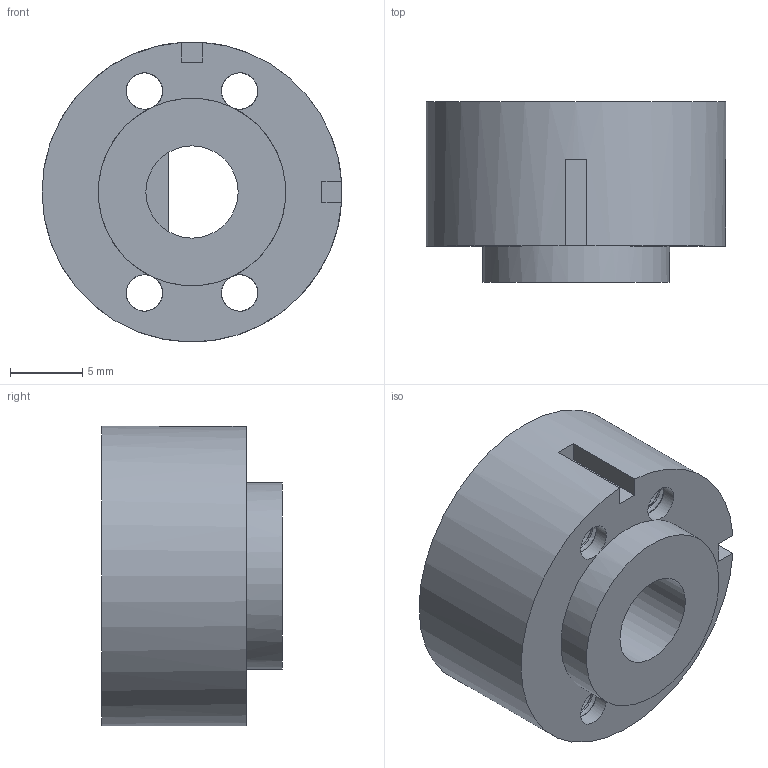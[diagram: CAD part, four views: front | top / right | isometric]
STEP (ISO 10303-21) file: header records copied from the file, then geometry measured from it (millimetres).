
FILE_DESCRIPTION(/* description */ ('','CAx-IF Rec.Pracs.---Representation and Presentation of Product Manufacturing Information (PMI)---4.0---2014-10-13'),/* implementation_level */ '2;1');
FILE_NAME(/* name */ 'Omnifit_3bar_valve_control_knob_holder.step',/* time_stamp */ '2025-03-26T00:06:15+01:00',/* author */ (''),/* organization */ (''),/* preprocessor_version */ 'ST-DEVELOPER v20',/* originating_system */ 'Autodesk Translation Framework v13.20.0.188',/* authorisation */ '');
FILE_SCHEMA (('AP242_MANAGED_MODEL_BASED_3D_ENGINEERING_MIM_LF { 1 0 10303 442 1 1 4 }'));
Length unit declared in the file: millimetre
Products named in the file (3): Omnifit_3bar_servo_V2.0_copy_pictures; Valve_holder_base; Knob_holder
Assembly tree (2 placements, depth 2):
  Omnifit_3bar_servo_V2.0_copy_pictures
    Valve_holder_base
    Knob_holder
Bounding box: 20.8 x 12.5 x 20.8 mm (x, y, z)
Volume: 3059.8 mm3; surface area: 2181.2 mm2
Topology: 1 solids, 1 shells, 186 faces, 550 edges, 364 vertices
Faces by surface type: cylinder 156, plane 22, bspline 8
Full cylindrical faces by diameter (mm): 2.529 x36, 3.086 x20, 6.4 x1, 8.8 x1, 13 x1, 20.8 x1
Entity records: 15129 total; most frequent: CARTESIAN_POINT 10681, ORIENTED_EDGE 1100, DIRECTION 650, EDGE_CURVE 550, VERTEX_POINT 364, B_SPLINE_CURVE_WITH_KNOTS 320, AXIS2_PLACEMENT_3D 237, EDGE_LOOP 194
